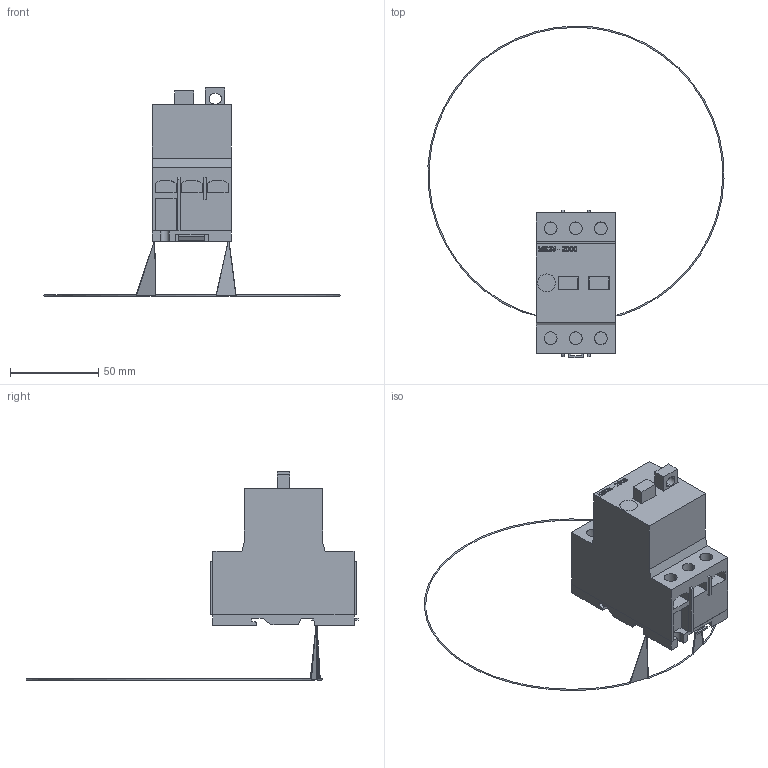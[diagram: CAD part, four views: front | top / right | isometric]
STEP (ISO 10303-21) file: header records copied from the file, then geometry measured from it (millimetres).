
FILE_DESCRIPTION (( 'STEP AP214' ), '1' );
FILE_NAME ('MS25-2000.STEP', '2011-02-07T18:37:29', ( ' ' ), ( ' ' ), 'SwSTEP 2.0', 'SolidWorks 2009', '' );
FILE_SCHEMA (( 'AUTOMOTIVE_DESIGN' ));
Length unit declared in the file: millimetre
Products named in the file (1): MS25-2000
Bounding box: 167.81 x 188.2 x 117.96 mm (x, y, z)
Volume: 207477.7 mm3; surface area: 47314.8 mm2
Topology: 6 solids, 6 shells, 356 faces, 989 edges, 659 vertices
Faces by surface type: plane 232, bspline 73, cylinder 49, torus 2
Entity records: 19742 total; most frequent: CARTESIAN_POINT 7123, ORIENTED_EDGE 1978, DIRECTION 1475, EDGE_CURVE 989, VECTOR 727, LINE 727, VERTEX_POINT 658, EDGE_LOOP 393
